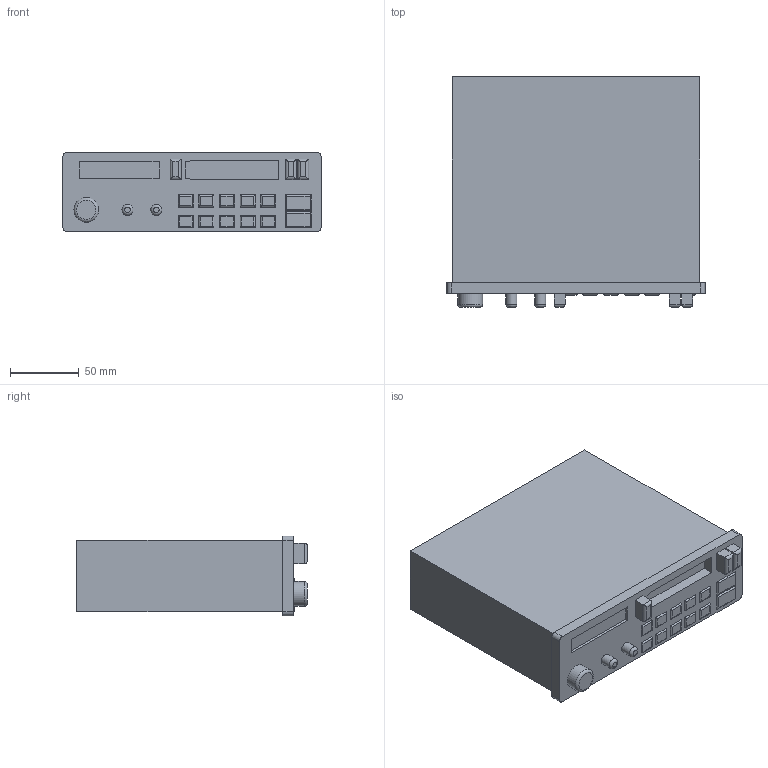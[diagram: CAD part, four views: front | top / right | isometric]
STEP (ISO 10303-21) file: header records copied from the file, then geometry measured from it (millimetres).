
FILE_DESCRIPTION(('FreeCAD Model'),'2;1');
FILE_NAME('Blaupunkt_Augsburg_SQR_29.step','2020-05-25T20:44:51',('Author'),('') ,'Open CASCADE STEP processor 6.8','FreeCAD','Unknown');
FILE_SCHEMA(('AUTOMOTIVE_DESIGN_CC2 { 1 2 10303 214 -1 1 5 4 }'));
Length unit declared in the file: millimetre
Products named in the file (1): Blaupunkt_Augsburg_SQR_29
Bounding box: 188 x 168 x 58 mm (x, y, z)
Volume: 1490488.1 mm3; surface area: 99384.1 mm2
Topology: 1 solids, 1 shells, 171 faces, 381 edges, 233 vertices
Faces by surface type: plane 101, cylinder 67, torus 3
Full cylindrical faces by diameter (mm): 8 x2, 18 x1
Entity records: 11551 total; most frequent: CARTESIAN_POINT 2598, DIRECTION 1427, LINE 923, VECTOR 923, ORIENTED_EDGE 762, PCURVE 762, DEFINITIONAL_REPRESENTATION 762, EDGE_CURVE 381
